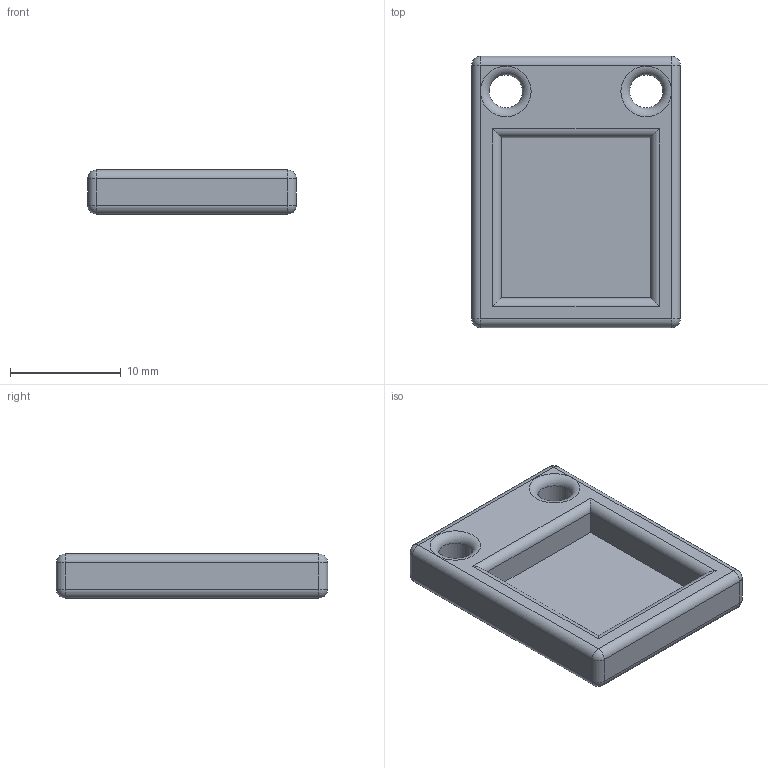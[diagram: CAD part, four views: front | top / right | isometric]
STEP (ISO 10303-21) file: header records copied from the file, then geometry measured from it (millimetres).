
FILE_DESCRIPTION(('FreeCAD Model'),'2;1');
FILE_NAME('Open CASCADE Shape Model','2025-03-24T10:43:14',(''),(''), 'Open CASCADE STEP processor 7.8','FreeCAD','Unknown');
FILE_SCHEMA(('AUTOMOTIVE_DESIGN { 1 0 10303 214 1 1 1 1 }'));
Length unit declared in the file: millimetre
Products named in the file (1): Body
Bounding box: 18.88 x 24.55 x 4 mm (x, y, z)
Volume: 1171.6 mm3; surface area: 1393.9 mm2
Topology: 1 solids, 1 shells, 41 faces, 90 edges, 44 vertices
Faces by surface type: cylinder 18, plane 11, sphere 8, torus 4
Full cylindrical faces by diameter (mm): 3 x2
Entity records: 1068 total; most frequent: DIRECTION 204, CARTESIAN_POINT 170, ORIENTED_EDGE 164, AXIS2_PLACEMENT_3D 82, EDGE_CURVE 82, FACE_BOUND 46, EDGE_LOOP 46, VERTEX_POINT 44
